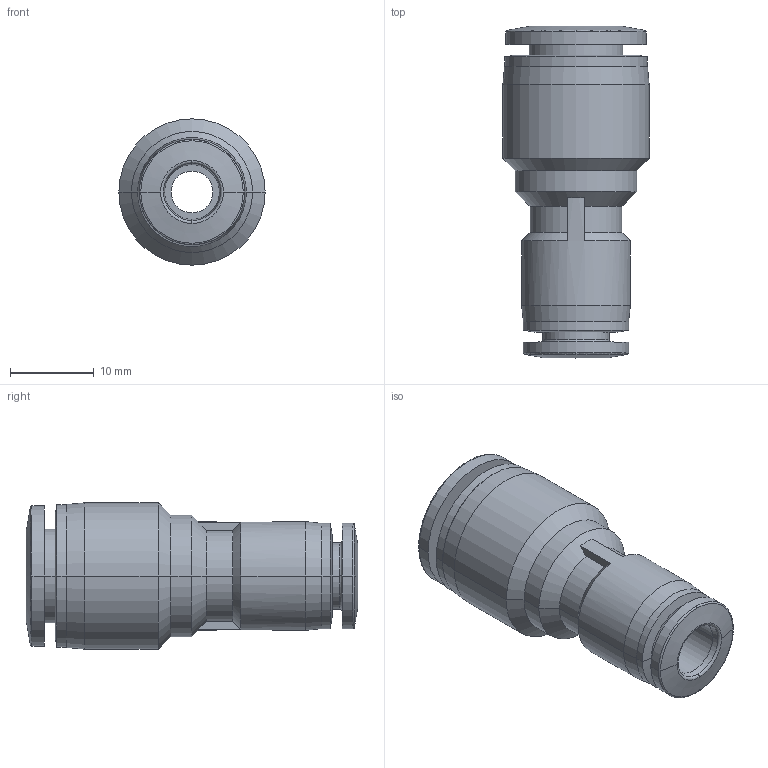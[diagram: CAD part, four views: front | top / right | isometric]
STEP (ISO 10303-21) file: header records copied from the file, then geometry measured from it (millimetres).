
FILE_DESCRIPTION (( 'STEP AP214' ), '1' );
FILE_NAME ('UR38-14.step', '2016-02-24T20:48:57', ( '' ), ( '' ), 'SwSTEP 2.0', 'SolidWorks 2015', '' );
FILE_SCHEMA (( 'AUTOMOTIVE_DESIGN' ));
Length unit declared in the file: inch
Products named in the file (1): UR38-14
Bounding box: 17.5 x 39.7 x 17.5 mm (x, y, z)
Volume: 4429.3 mm3; surface area: 3518.2 mm2
Topology: 1 solids, 1 shells, 71 faces, 168 edges, 104 vertices
Faces by surface type: cylinder 27, cone 23, plane 11, bspline 8, torus 2
Entity records: 3139 total; most frequent: CARTESIAN_POINT 488, DIRECTION 394, ORIENTED_EDGE 336, AXIS2_PLACEMENT_3D 170, EDGE_CURVE 168, CIRCLE 106, VERTEX_POINT 104, EDGE_LOOP 78
